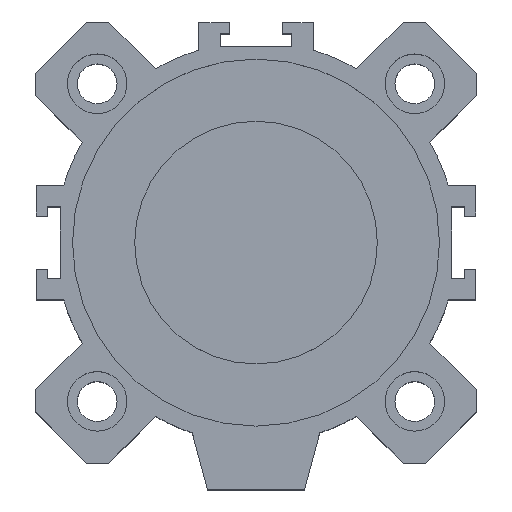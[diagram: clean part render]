
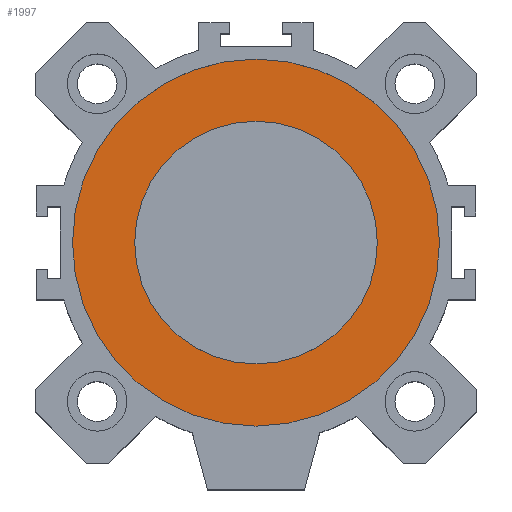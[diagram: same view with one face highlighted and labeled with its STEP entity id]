
A CAD part, top view. The second image highlights one B-rep face of the part: STEP entity #1997.
In plain terms, the highlighted planar face has unit normal (0, 0, 1).
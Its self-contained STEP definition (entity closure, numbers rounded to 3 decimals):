
#402=PLANE('',#2140);
#493=FACE_BOUND('',#668,.T.);
#494=FACE_BOUND('',#669,.T.);
#668=EDGE_LOOP('',(#1417));
#669=EDGE_LOOP('',(#1418));
#838=CIRCLE('',#2135,27.5);
#840=CIRCLE('',#2138,41.6);
#964=VERTEX_POINT('',#3026);
#966=VERTEX_POINT('',#3031);
#1152=EDGE_CURVE('',#964,#964,#838,.T.);
#1154=EDGE_CURVE('',#966,#966,#840,.T.);
#1417=ORIENTED_EDGE('',*,*,#1152,.F.);
#1418=ORIENTED_EDGE('',*,*,#1154,.F.);
#1997=ADVANCED_FACE('',(#493,#494),#402,.T.);
#2135=AXIS2_PLACEMENT_3D('',#3027,#2406,#2407);
#2138=AXIS2_PLACEMENT_3D('',#3032,#2412,#2413);
#2140=AXIS2_PLACEMENT_3D('',#3035,#2416,#2417);
#2406=DIRECTION('center_axis',(0.,0.,1.));
#2407=DIRECTION('ref_axis',(-1.,0.,0.));
#2412=DIRECTION('center_axis',(0.,0.,-1.));
#2413=DIRECTION('ref_axis',(-1.,0.,0.));
#2416=DIRECTION('center_axis',(0.,0.,1.));
#2417=DIRECTION('ref_axis',(1.,0.,0.));
#3026=CARTESIAN_POINT('',(27.5,0.,22.));
#3027=CARTESIAN_POINT('Origin',(0.,0.,22.));
#3031=CARTESIAN_POINT('',(41.6,0.,22.));
#3032=CARTESIAN_POINT('Origin',(0.,0.,22.));
#3035=CARTESIAN_POINT('Origin',(0.,0.,
22.));
